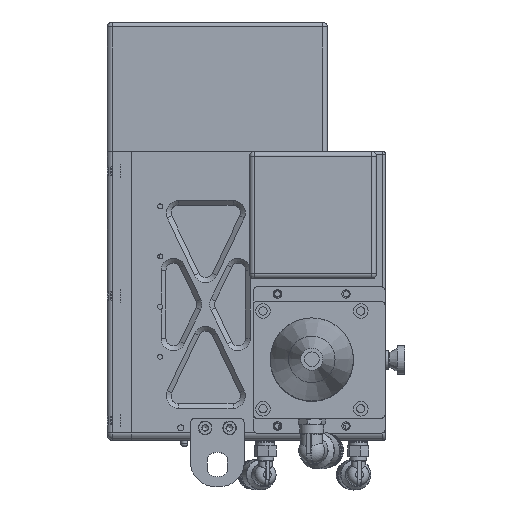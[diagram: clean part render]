
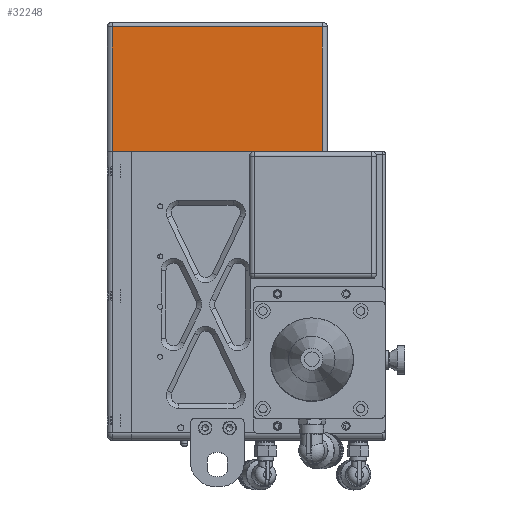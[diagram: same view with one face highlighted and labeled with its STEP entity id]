
A CAD part, top view. The second image highlights one B-rep face of the part: STEP entity #32248.
In plain terms, the highlighted planar face has unit normal (0, 0, 1).
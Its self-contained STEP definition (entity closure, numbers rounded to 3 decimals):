
#803 = VECTOR ( 'NONE', #31354, 1000. ) ;
#2876 = DIRECTION ( 'NONE',  ( 0., 1., 0. ) ) ;
#4332 = CARTESIAN_POINT ( 'NONE',  ( 21.15, 53., 65. ) ) ;
#4370 = VERTEX_POINT ( 'NONE', #4332 ) ;
#5289 = FACE_OUTER_BOUND ( 'NONE', #9340, .T. ) ;
#5917 = VERTEX_POINT ( 'NONE', #30987 ) ;
#7765 = LINE ( 'NONE', #29560, #27425 ) ;
#9340 = EDGE_LOOP ( 'NONE', ( #30583, #30672, #21123, #11636 ) ) ;
#9975 = EDGE_CURVE ( 'NONE', #5917, #20413, #15342, .T. ) ;
#10166 = AXIS2_PLACEMENT_3D ( 'NONE', #20584, #28211, #2876 ) ;
#10210 = VERTEX_POINT ( 'NONE', #32541 ) ;
#10984 = CARTESIAN_POINT ( 'NONE',  ( -66.85, 104., 65. ) ) ;
#11636 = ORIENTED_EDGE ( 'NONE', *, *, #22148, .F. ) ;
#11993 = CARTESIAN_POINT ( 'NONE',  ( -66.85, 53., 65. ) ) ;
#13326 = VECTOR ( 'NONE', #21020, 1000. ) ;
#14427 = VECTOR ( 'NONE', #32252, 1000. ) ;
#15342 = LINE ( 'NONE', #31430, #13326 ) ;
#16623 = CARTESIAN_POINT ( 'NONE',  ( -64.85, 53., 65. ) ) ;
#16827 = EDGE_CURVE ( 'NONE', #4370, #10210, #7765, .T. ) ;
#19586 = LINE ( 'NONE', #10984, #803 ) ;
#19921 = DIRECTION ( 'NONE',  ( 0., 1., 0. ) ) ;
#20413 = VERTEX_POINT ( 'NONE', #16623 ) ;
#20584 = CARTESIAN_POINT ( 'NONE',  ( -66.85, 53., 65. ) ) ;
#21020 = DIRECTION ( 'NONE',  ( 0., -1., 0. ) ) ;
#21123 = ORIENTED_EDGE ( 'NONE', *, *, #9975, .T. ) ;
#21913 = EDGE_CURVE ( 'NONE', #10210, #5917, #19586, .T. ) ;
#22148 = EDGE_CURVE ( 'NONE', #4370, #20413, #31595, .T. ) ;
#23067 = PLANE ( 'NONE',  #10166 ) ;
#27425 = VECTOR ( 'NONE', #19921, 1000. ) ;
#28211 = DIRECTION ( 'NONE',  ( 0., 0., -1. ) ) ;
#29560 = CARTESIAN_POINT ( 'NONE',  ( 21.15, 53., 65. ) ) ;
#30583 = ORIENTED_EDGE ( 'NONE', *, *, #16827, .T. ) ;
#30672 = ORIENTED_EDGE ( 'NONE', *, *, #21913, .T. ) ;
#30987 = CARTESIAN_POINT ( 'NONE',  ( -64.85, 104., 65. ) ) ;
#31354 = DIRECTION ( 'NONE',  ( -1., 0., 0. ) ) ;
#31430 = CARTESIAN_POINT ( 'NONE',  ( -64.85, 53., 65. ) ) ;
#31595 = LINE ( 'NONE', #11993, #14427 ) ;
#32248 = ADVANCED_FACE ( 'NONE', ( #5289 ), #23067, .F. ) ;
#32252 = DIRECTION ( 'NONE',  ( -1., 0., 0. ) ) ;
#32541 = CARTESIAN_POINT ( 'NONE',  ( 21.15, 104., 65. ) ) ;
